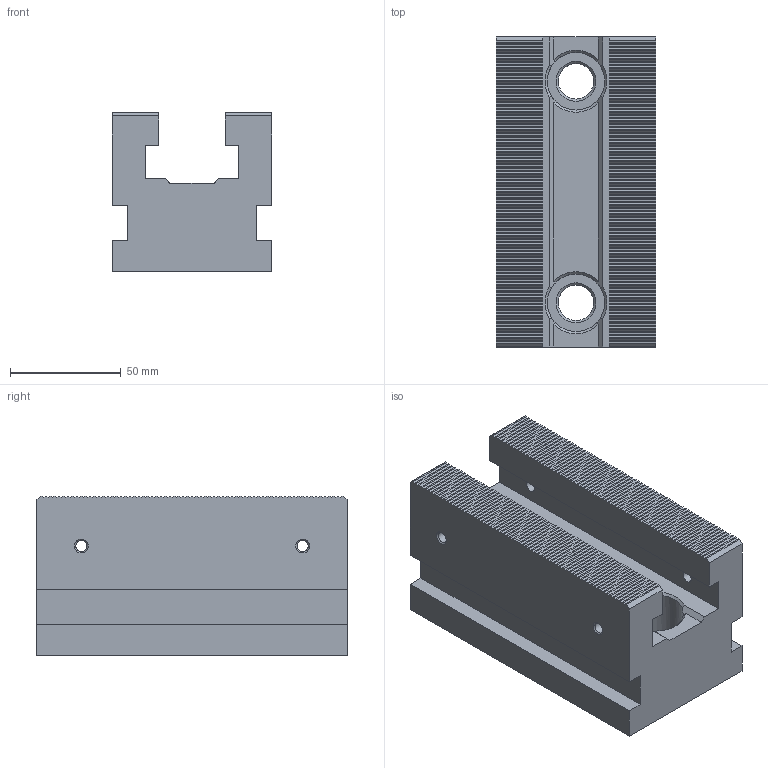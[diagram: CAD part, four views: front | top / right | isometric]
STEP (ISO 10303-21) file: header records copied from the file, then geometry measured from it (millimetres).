
FILE_DESCRIPTION( ( 'Unknown' ), '1' );
FILE_NAME( 'SVF-AB01-7214-100.stp', 'Unknown', ( 'Unknown' ), ( 'Unknown' ), 'PSStep 17.0.49', 'Unknown', ' ' );
FILE_SCHEMA( ( 'AUTOMOTIVE_DESIGN { 1 0 10303 214 1 1 1 1 }' ) );
Length unit declared in the file: millimetre
Products named in the file (1): 1
Bounding box: 72 x 140 x 72 mm (x, y, z)
Volume: 497607.9 mm3; surface area: 71657.8 mm2
Topology: 1 solids, 1 shells, 485 faces, 1442 edges, 960 vertices
Faces by surface type: plane 451, cone 20, cylinder 14
Full cylindrical faces by diameter (mm): 5 x6, 16 x2, 26 x2
Entity records: 19690 total; most frequent: CARTESIAN_POINT 2892, ORIENTED_EDGE 2816, DIRECTION 2424, EDGE_CURVE 1408, LINE 1332, VECTOR 1332, VERTEX_POINT 950, AXIS2_PLACEMENT_3D 546
